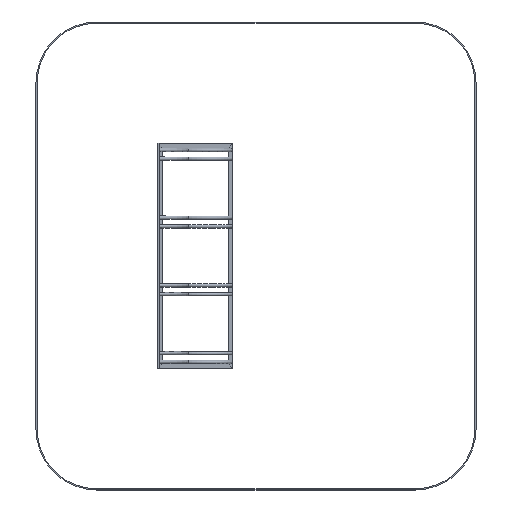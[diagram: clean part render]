
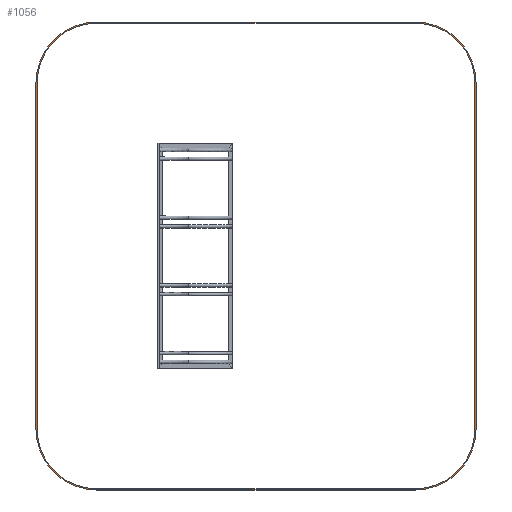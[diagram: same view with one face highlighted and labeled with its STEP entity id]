
A CAD part, top view. The second image highlights one B-rep face of the part: STEP entity #1056.
In plain terms, the highlighted planar face has unit normal (0, 0, 1).
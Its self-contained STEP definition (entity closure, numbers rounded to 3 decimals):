
#1056=ADVANCED_FACE('',(#1266,#1268),#1270,.F.);
#1266=FACE_BOUND('',#1267,.T.);
#1267=EDGE_LOOP('',(#1947,#1948,#1949,#1950,#1951,#1952,#1953,#1954));
#1268=FACE_BOUND('',#1269,.T.);
#1269=EDGE_LOOP('',(#1955,#1956,#1957,#1958,#1959,#1960,#1961,#1962));
#1270=PLANE('',#1271);
#1271=AXIS2_PLACEMENT_3D('',#1272,#1273,#1274);
#1272=CARTESIAN_POINT('',(0.,0.,-20.));
#1273=DIRECTION('',(0.,0.,-1.));
#1274=DIRECTION('',(0.,1.,0.));
#1947=ORIENTED_EDGE('',*,*,#2385,.F.);
#1948=ORIENTED_EDGE('',*,*,#2382,.F.);
#1949=ORIENTED_EDGE('',*,*,#2379,.F.);
#1950=ORIENTED_EDGE('',*,*,#2376,.F.);
#1951=ORIENTED_EDGE('',*,*,#2373,.F.);
#1952=ORIENTED_EDGE('',*,*,#2370,.F.);
#1953=ORIENTED_EDGE('',*,*,#2367,.F.);
#1954=ORIENTED_EDGE('',*,*,#2363,.F.);
#1955=ORIENTED_EDGE('',*,*,#2409,.F.);
#1956=ORIENTED_EDGE('',*,*,#2406,.F.);
#1957=ORIENTED_EDGE('',*,*,#2403,.F.);
#1958=ORIENTED_EDGE('',*,*,#2400,.F.);
#1959=ORIENTED_EDGE('',*,*,#2397,.F.);
#1960=ORIENTED_EDGE('',*,*,#2394,.F.);
#1961=ORIENTED_EDGE('',*,*,#2391,.F.);
#1962=ORIENTED_EDGE('',*,*,#2387,.F.);
#2363=EDGE_CURVE('',#2611,#2612,#2613,.T.);
#2367=EDGE_CURVE('',#2612,#2619,#2620,.T.);
#2370=EDGE_CURVE('',#2619,#2624,#2625,.T.);
#2373=EDGE_CURVE('',#2624,#2629,#2630,.T.);
#2376=EDGE_CURVE('',#2629,#2634,#2635,.T.);
#2379=EDGE_CURVE('',#2634,#2639,#2640,.T.);
#2382=EDGE_CURVE('',#2639,#2644,#2645,.T.);
#2385=EDGE_CURVE('',#2644,#2611,#2649,.T.);
#2387=EDGE_CURVE('',#2651,#2652,#2653,.T.);
#2391=EDGE_CURVE('',#2652,#2659,#2660,.T.);
#2394=EDGE_CURVE('',#2659,#2664,#2665,.T.);
#2397=EDGE_CURVE('',#2664,#2669,#2670,.T.);
#2400=EDGE_CURVE('',#2669,#2674,#2675,.T.);
#2403=EDGE_CURVE('',#2674,#2679,#2680,.T.);
#2406=EDGE_CURVE('',#2679,#2684,#2685,.T.);
#2409=EDGE_CURVE('',#2684,#2651,#2689,.T.);
#2611=VERTEX_POINT('',#3027);
#2612=VERTEX_POINT('',#3028);
#2613=CIRCLE('',#3029,500.);
#2619=VERTEX_POINT('',#3045);
#2620=LINE('',#3046,#3047);
#2624=VERTEX_POINT('',#3056);
#2625=CIRCLE('',#3057,500.);
#2629=VERTEX_POINT('',#3069);
#2630=LINE('',#3070,#3071);
#2634=VERTEX_POINT('',#3080);
#2635=CIRCLE('',#3081,500.);
#2639=VERTEX_POINT('',#3093);
#2640=LINE('',#3094,#3095);
#2644=VERTEX_POINT('',#3104);
#2645=CIRCLE('',#3105,500.);
#2649=LINE('',#3117,#3118);
#2651=VERTEX_POINT('',#3123);
#2652=VERTEX_POINT('',#3124);
#2653=LINE('',#3125,#3126);
#2659=VERTEX_POINT('',#3139);
#2660=CIRCLE('',#3140,490.);
#2664=VERTEX_POINT('',#3152);
#2665=LINE('',#3153,#3154);
#2669=VERTEX_POINT('',#3163);
#2670=CIRCLE('',#3164,490.);
#2674=VERTEX_POINT('',#3176);
#2675=LINE('',#3177,#3178);
#2679=VERTEX_POINT('',#3187);
#2680=CIRCLE('',#3188,490.);
#2684=VERTEX_POINT('',#3200);
#2685=LINE('',#3201,#3202);
#2689=CIRCLE('',#3211,490.);
#3027=CARTESIAN_POINT('',(-1000.,2350.,-20.));
#3028=CARTESIAN_POINT('',(-500.,2850.,-20.));
#3029=AXIS2_PLACEMENT_3D('',#3030,#3031,#3032);
#3030=CARTESIAN_POINT('',(-500.,2350.,-20.));
#3031=DIRECTION('',(0.,0.,-1.));
#3032=DIRECTION('',(-1.,0.,0.));
#3045=CARTESIAN_POINT('',(2120.,2850.,-20.));
#3046=CARTESIAN_POINT('',(-500.,2850.,-20.));
#3047=VECTOR('',#3048,1.);
#3048=DIRECTION('',(1.,0.,0.));
#3056=CARTESIAN_POINT('',(2620.,2350.,-20.));
#3057=AXIS2_PLACEMENT_3D('',#3058,#3059,#3060);
#3058=CARTESIAN_POINT('',(2120.,2350.,-20.));
#3059=DIRECTION('',(0.,0.,-1.));
#3060=DIRECTION('',(0.,1.,0.));
#3069=CARTESIAN_POINT('',(2620.,-500.,-20.));
#3070=CARTESIAN_POINT('',(2620.,2350.,-20.));
#3071=VECTOR('',#3072,1.);
#3072=DIRECTION('',(0.,-1.,0.));
#3080=CARTESIAN_POINT('',(2120.,-1000.,-20.));
#3081=AXIS2_PLACEMENT_3D('',#3082,#3083,#3084);
#3082=CARTESIAN_POINT('',(2120.,-500.,-20.));
#3083=DIRECTION('',(0.,0.,-1.));
#3084=DIRECTION('',(1.,0.,0.));
#3093=CARTESIAN_POINT('',(-500.,-1000.,-20.));
#3094=CARTESIAN_POINT('',(2120.,-1000.,-20.));
#3095=VECTOR('',#3096,1.);
#3096=DIRECTION('',(-1.,0.,0.));
#3104=CARTESIAN_POINT('',(-1000.,-500.,-20.));
#3105=AXIS2_PLACEMENT_3D('',#3106,#3107,#3108);
#3106=CARTESIAN_POINT('',(-500.,-500.,-20.));
#3107=DIRECTION('',(0.,0.,-1.));
#3108=DIRECTION('',(0.,-1.,0.));
#3117=CARTESIAN_POINT('',(-1000.,-500.,-20.));
#3118=VECTOR('',#3119,1.);
#3119=DIRECTION('',(0.,1.,0.));
#3123=CARTESIAN_POINT('',(-990.,2350.,-20.));
#3124=CARTESIAN_POINT('',(-990.,-500.,-20.));
#3125=CARTESIAN_POINT('',(-990.,2350.,-20.));
#3126=VECTOR('',#3127,1.);
#3127=DIRECTION('',(0.,-1.,0.));
#3139=CARTESIAN_POINT('',(-500.,-990.,-20.));
#3140=AXIS2_PLACEMENT_3D('',#3141,#3142,#3143);
#3141=CARTESIAN_POINT('',(-500.,-500.,-20.));
#3142=DIRECTION('',(0.,0.,1.));
#3143=DIRECTION('',(-1.,0.,0.));
#3152=CARTESIAN_POINT('',(2120.,-990.,-20.));
#3153=CARTESIAN_POINT('',(-500.,-990.,-20.));
#3154=VECTOR('',#3155,1.);
#3155=DIRECTION('',(1.,0.,0.));
#3163=CARTESIAN_POINT('',(2610.,-500.,-20.));
#3164=AXIS2_PLACEMENT_3D('',#3165,#3166,#3167);
#3165=CARTESIAN_POINT('',(2120.,-500.,-20.));
#3166=DIRECTION('',(0.,0.,1.));
#3167=DIRECTION('',(0.,-1.,0.));
#3176=CARTESIAN_POINT('',(2610.,2350.,-20.));
#3177=CARTESIAN_POINT('',(2610.,-500.,-20.));
#3178=VECTOR('',#3179,1.);
#3179=DIRECTION('',(0.,1.,0.));
#3187=CARTESIAN_POINT('',(2120.,2840.,-20.));
#3188=AXIS2_PLACEMENT_3D('',#3189,#3190,#3191);
#3189=CARTESIAN_POINT('',(2120.,2350.,-20.));
#3190=DIRECTION('',(0.,0.,1.));
#3191=DIRECTION('',(1.,0.,0.));
#3200=CARTESIAN_POINT('',(-500.,2840.,-20.));
#3201=CARTESIAN_POINT('',(2120.,2840.,-20.));
#3202=VECTOR('',#3203,1.);
#3203=DIRECTION('',(-1.,0.,0.));
#3211=AXIS2_PLACEMENT_3D('',#3212,#3213,#3214);
#3212=CARTESIAN_POINT('',(-500.,2350.,-20.));
#3213=DIRECTION('',(0.,0.,1.));
#3214=DIRECTION('',(0.,1.,0.));
